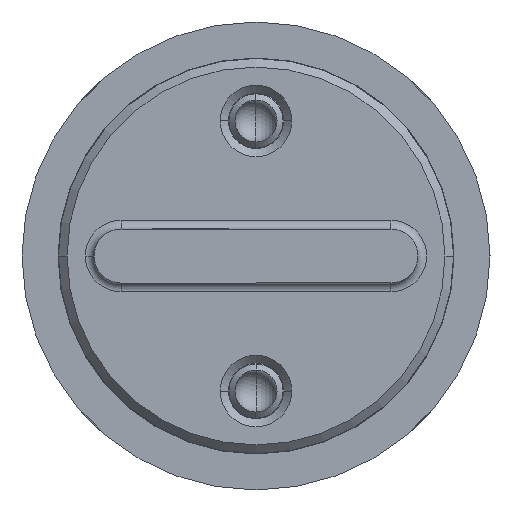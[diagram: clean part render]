
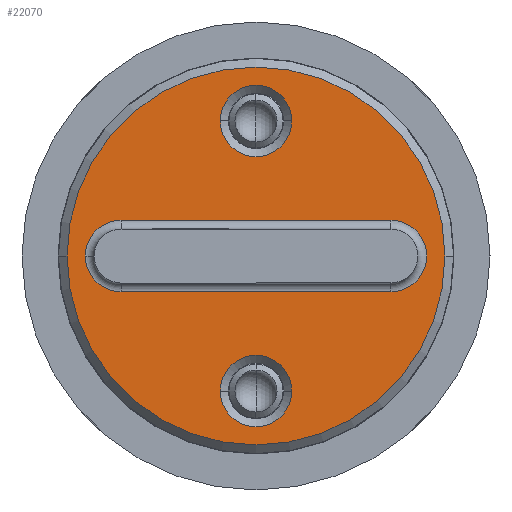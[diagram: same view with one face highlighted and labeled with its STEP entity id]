
A CAD part, left-side view. The second image highlights one B-rep face of the part: STEP entity #22070.
In plain terms, the highlighted face is planar.
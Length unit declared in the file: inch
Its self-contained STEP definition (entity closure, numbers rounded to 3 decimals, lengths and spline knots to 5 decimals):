
#186 = ORIENTED_EDGE ( 'NONE', *, *, #15695, .T. ) ;
#223 = CIRCLE ( 'NONE', #3830, 0.12375 ) ;
#497 = CARTESIAN_POINT ( 'NONE',  ( 0.46875, 0., 0.25 ) ) ;
#729 = DIRECTION ( 'NONE',  ( 1., 0., 0. ) ) ;
#799 = PLANE ( 'NONE',  #7957 ) ;
#1254 = DIRECTION ( 'NONE',  ( 1., 0., 0. ) ) ;
#1787 = VERTEX_POINT ( 'NONE', #11205 ) ;
#1851 = DIRECTION ( 'NONE',  ( 1., 0., 0. ) ) ;
#1912 = DIRECTION ( 'NONE',  ( 0., 0., -1. ) ) ;
#1931 = CARTESIAN_POINT ( 'NONE',  ( 0.124, -0.469, 0.25 ) ) ;
#2538 = DIRECTION ( 'NONE',  ( 1., 0., 0. ) ) ;
#2640 = AXIS2_PLACEMENT_3D ( 'NONE', #19133, #3773, #1254 ) ;
#3226 = ORIENTED_EDGE ( 'NONE', *, *, #5898, .T. ) ;
#3398 = CARTESIAN_POINT ( 'NONE',  ( 0., -0.469, 0.25 ) ) ;
#3723 = ORIENTED_EDGE ( 'NONE', *, *, #4562, .T. ) ;
#3773 = DIRECTION ( 'NONE',  ( 0., 0., -1. ) ) ;
#3830 = AXIS2_PLACEMENT_3D ( 'NONE', #13753, #17254, #1851 ) ;
#3864 = CIRCLE ( 'NONE', #16409, 0.124 ) ;
#4003 = CARTESIAN_POINT ( 'NONE',  ( 0., 0.469, 0.25 ) ) ;
#4059 = CIRCLE ( 'NONE', #5860, 0.124 ) ;
#4207 = CIRCLE ( 'NONE', #15319, 0.12375 ) ;
#4355 = EDGE_LOOP ( 'NONE', ( #17073, #13389 ) ) ;
#4390 = ORIENTED_EDGE ( 'NONE', *, *, #14924, .T. ) ;
#4532 = FACE_BOUND ( 'NONE', #12546, .T. ) ;
#4562 = EDGE_CURVE ( 'NONE', #17744, #1787, #3864, .T. ) ;
#4595 = CARTESIAN_POINT ( 'NONE',  ( -0.46875, 0., 0.25 ) ) ;
#4700 = DIRECTION ( 'NONE',  ( 1., 0., 0. ) ) ;
#4918 = VERTEX_POINT ( 'NONE', #8560 ) ;
#4978 = CARTESIAN_POINT ( 'NONE',  ( 0.46875, -0.12375, 0.25 ) ) ;
#5174 = EDGE_CURVE ( 'NONE', #11297, #5490, #9811, .T. ) ;
#5243 = CARTESIAN_POINT ( 'NONE',  ( 0.5925, 0., 0.25 ) ) ;
#5490 = VERTEX_POINT ( 'NONE', #5243 ) ;
#5715 = LINE ( 'NONE', #21413, #9875 ) ;
#5809 = DIRECTION ( 'NONE',  ( 0., 0., -1. ) ) ;
#5860 = AXIS2_PLACEMENT_3D ( 'NONE', #3398, #13714, #10273 ) ;
#5889 = CARTESIAN_POINT ( 'NONE',  ( 0., 0., 0.25 ) ) ;
#5898 = EDGE_CURVE ( 'NONE', #15782, #12806, #4059, .T. ) ;
#6519 = DIRECTION ( 'NONE',  ( 1., 0., 0. ) ) ;
#7219 = EDGE_CURVE ( 'NONE', #13785, #14292, #10205, .T. ) ;
#7376 = CIRCLE ( 'NONE', #8102, 0.656 ) ;
#7957 = AXIS2_PLACEMENT_3D ( 'NONE', #5889, #14735, #12837 ) ;
#7998 = FACE_OUTER_BOUND ( 'NONE', #4355, .T. ) ;
#8025 = AXIS2_PLACEMENT_3D ( 'NONE', #497, #16120, #17804 ) ;
#8077 = ORIENTED_EDGE ( 'NONE', *, *, #5174, .T. ) ;
#8102 = AXIS2_PLACEMENT_3D ( 'NONE', #13588, #18528, #6519 ) ;
#8132 = VECTOR ( 'NONE', #18847, 39.37008 ) ;
#8288 = ORIENTED_EDGE ( 'NONE', *, *, #20826, .T. ) ;
#8560 = CARTESIAN_POINT ( 'NONE',  ( -0.46875, -0.12375, 0.25 ) ) ;
#8655 = LINE ( 'NONE', #12335, #8132 ) ;
#8687 = DIRECTION ( 'NONE',  ( 1., 0., 0. ) ) ;
#8955 = CIRCLE ( 'NONE', #16467, 0.124 ) ;
#8961 = EDGE_LOOP ( 'NONE', ( #3226, #186 ) ) ;
#9114 = CARTESIAN_POINT ( 'NONE',  ( -0.656, 0., 0.25 ) ) ;
#9127 = AXIS2_PLACEMENT_3D ( 'NONE', #19065, #10351, #10108 ) ;
#9632 = CARTESIAN_POINT ( 'NONE',  ( 0.46875, 0.12375, 0.25 ) ) ;
#9811 = CIRCLE ( 'NONE', #8025, 0.12375 ) ;
#9875 = VECTOR ( 'NONE', #2538, 39.37008 ) ;
#10108 = DIRECTION ( 'NONE',  ( 1., 0., 0. ) ) ;
#10205 = CIRCLE ( 'NONE', #9127, 0.656 ) ;
#10273 = DIRECTION ( 'NONE',  ( 1., 0., 0. ) ) ;
#10351 = DIRECTION ( 'NONE',  ( 0., 0., 1. ) ) ;
#11205 = CARTESIAN_POINT ( 'NONE',  ( 0.124, 0.469, 0.25 ) ) ;
#11297 = VERTEX_POINT ( 'NONE', #9632 ) ;
#11578 = ORIENTED_EDGE ( 'NONE', *, *, #20526, .T. ) ;
#11907 = EDGE_CURVE ( 'NONE', #14292, #13785, #7376, .T. ) ;
#11942 = CARTESIAN_POINT ( 'NONE',  ( 0.656, 0., 0.25 ) ) ;
#12146 = ORIENTED_EDGE ( 'NONE', *, *, #14448, .T. ) ;
#12335 = CARTESIAN_POINT ( 'NONE',  ( 0., -0.12375, 0.25 ) ) ;
#12546 = EDGE_LOOP ( 'NONE', ( #11578, #4390, #20889, #8077, #8288 ) ) ;
#12806 = VERTEX_POINT ( 'NONE', #20455 ) ;
#12815 = CARTESIAN_POINT ( 'NONE',  ( -0.124, 0.469, 0.25 ) ) ;
#12837 = DIRECTION ( 'NONE',  ( 1., 0., 0. ) ) ;
#13389 = ORIENTED_EDGE ( 'NONE', *, *, #11907, .T. ) ;
#13588 = CARTESIAN_POINT ( 'NONE',  ( 0., 0., 0.25 ) ) ;
#13714 = DIRECTION ( 'NONE',  ( 0., 0., -1. ) ) ;
#13722 = VERTEX_POINT ( 'NONE', #17424 ) ;
#13753 = CARTESIAN_POINT ( 'NONE',  ( 0.46875, 0., 0.25 ) ) ;
#13785 = VERTEX_POINT ( 'NONE', #9114 ) ;
#14292 = VERTEX_POINT ( 'NONE', #11942 ) ;
#14448 = EDGE_CURVE ( 'NONE', #1787, #17744, #8955, .T. ) ;
#14735 = DIRECTION ( 'NONE',  ( 0., 0., 1. ) ) ;
#14924 = EDGE_CURVE ( 'NONE', #4918, #13722, #4207, .T. ) ;
#15319 = AXIS2_PLACEMENT_3D ( 'NONE', #4595, #18157, #4700 ) ;
#15695 = EDGE_CURVE ( 'NONE', #12806, #15782, #18071, .T. ) ;
#15782 = VERTEX_POINT ( 'NONE', #1931 ) ;
#16120 = DIRECTION ( 'NONE',  ( 0., 0., -1. ) ) ;
#16189 = FACE_BOUND ( 'NONE', #17651, .T. ) ;
#16409 = AXIS2_PLACEMENT_3D ( 'NONE', #4003, #5809, #729 ) ;
#16467 = AXIS2_PLACEMENT_3D ( 'NONE', #17209, #1912, #8687 ) ;
#17073 = ORIENTED_EDGE ( 'NONE', *, *, #7219, .T. ) ;
#17209 = CARTESIAN_POINT ( 'NONE',  ( 0., 0.469, 0.25 ) ) ;
#17254 = DIRECTION ( 'NONE',  ( 0., 0., -1. ) ) ;
#17424 = CARTESIAN_POINT ( 'NONE',  ( -0.46875, 0.12375, 0.25 ) ) ;
#17651 = EDGE_LOOP ( 'NONE', ( #12146, #3723 ) ) ;
#17744 = VERTEX_POINT ( 'NONE', #12815 ) ;
#17804 = DIRECTION ( 'NONE',  ( 1., 0., 0. ) ) ;
#18071 = CIRCLE ( 'NONE', #2640, 0.124 ) ;
#18157 = DIRECTION ( 'NONE',  ( 0., 0., -1. ) ) ;
#18528 = DIRECTION ( 'NONE',  ( 0., 0., 1. ) ) ;
#18847 = DIRECTION ( 'NONE',  ( -1., 0., 0. ) ) ;
#18954 = VERTEX_POINT ( 'NONE', #4978 ) ;
#19065 = CARTESIAN_POINT ( 'NONE',  ( 0., 0., 0.25 ) ) ;
#19133 = CARTESIAN_POINT ( 'NONE',  ( 0., -0.469, 0.25 ) ) ;
#19532 = EDGE_CURVE ( 'NONE', #13722, #11297, #5715, .T. ) ;
#19897 = FACE_BOUND ( 'NONE', #8961, .T. ) ;
#20455 = CARTESIAN_POINT ( 'NONE',  ( -0.124, -0.469, 0.25 ) ) ;
#20526 = EDGE_CURVE ( 'NONE', #18954, #4918, #8655, .T. ) ;
#20826 = EDGE_CURVE ( 'NONE', #5490, #18954, #223, .T. ) ;
#20889 = ORIENTED_EDGE ( 'NONE', *, *, #19532, .T. ) ;
#21413 = CARTESIAN_POINT ( 'NONE',  ( 0., 0.12375, 0.25 ) ) ;
#22070 = ADVANCED_FACE ( 'NONE', ( #16189, #19897, #4532, #7998 ), #799, .T. ) ;
